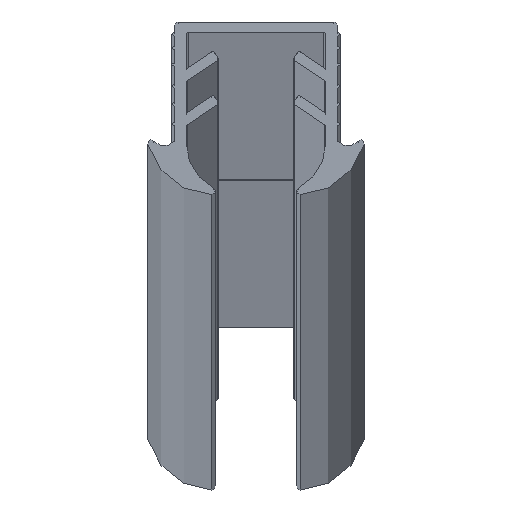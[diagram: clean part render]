
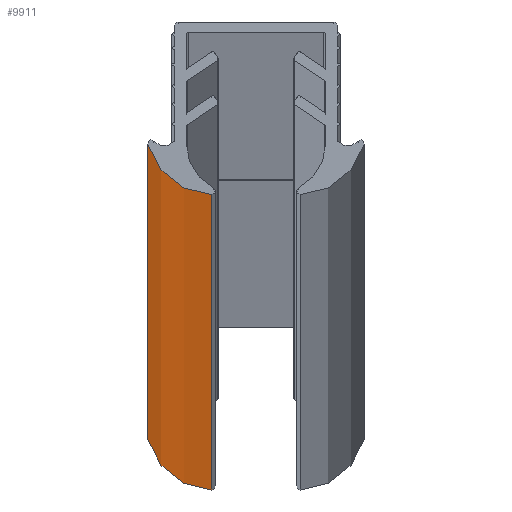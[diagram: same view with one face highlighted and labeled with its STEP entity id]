
A CAD part, top view. The second image highlights one B-rep face of the part: STEP entity #9911.
In plain terms, the highlighted cylindrical face has radius 10 mm (diameter 20 mm), a partial arc.
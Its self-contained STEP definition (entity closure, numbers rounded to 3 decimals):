
#541 = LINE ( 'NONE', #7378, #18743 ) ;
#756 = EDGE_CURVE ( 'NONE', #16172, #1514, #11889, .T. ) ;
#1514 = VERTEX_POINT ( 'NONE', #2554 ) ;
#1685 = CIRCLE ( 'NONE', #1797, 10. ) ;
#1702 = EDGE_CURVE ( 'NONE', #16172, #6023, #541, .T. ) ;
#1731 = CARTESIAN_POINT ( 'NONE',  ( -6.51, -25.5, 12500. ) ) ;
#1797 = AXIS2_PLACEMENT_3D ( 'NONE', #17638, #13071, #18923 ) ;
#2554 = CARTESIAN_POINT ( 'NONE',  ( -6.51, -25.5, 12500. ) ) ;
#3304 = CARTESIAN_POINT ( 'NONE',  ( -6.308, -15.502, 12500. ) ) ;
#3318 = EDGE_CURVE ( 'NONE', #6023, #8746, #1685, .T. ) ;
#3898 = EDGE_CURVE ( 'NONE', #1514, #8746, #11880, .T. ) ;
#4769 = DIRECTION ( 'NONE',  ( 0., 0., 1. ) ) ;
#5497 = DIRECTION ( 'NONE',  ( 0., 0., -1. ) ) ;
#5536 = CYLINDRICAL_SURFACE ( 'NONE', #13800, 10. ) ;
#5976 = AXIS2_PLACEMENT_3D ( 'NONE', #3304, #4769, #9410 ) ;
#6023 = VERTEX_POINT ( 'NONE', #12234 ) ;
#7312 = DIRECTION ( 'NONE',  ( 0., 0., -1. ) ) ;
#7378 = CARTESIAN_POINT ( 'NONE',  ( -15.984, -18.026, 12500. ) ) ;
#8259 = DIRECTION ( 'NONE',  ( -1., 0., 0. ) ) ;
#8746 = VERTEX_POINT ( 'NONE', #18931 ) ;
#8928 = ORIENTED_EDGE ( 'NONE', *, *, #1702, .T. ) ;
#9410 = DIRECTION ( 'NONE',  ( 1., 0., 0. ) ) ;
#9440 = FACE_OUTER_BOUND ( 'NONE', #12095, .T. ) ;
#9911 = ADVANCED_FACE ( 'NONE', ( #9440 ), #5536, .T. ) ;
#10455 = ORIENTED_EDGE ( 'NONE', *, *, #3318, .T. ) ;
#10540 = DIRECTION ( 'NONE',  ( 0., 0., -1. ) ) ;
#11430 = CARTESIAN_POINT ( 'NONE',  ( -15.984, -18.026, 12500. ) ) ;
#11853 = ORIENTED_EDGE ( 'NONE', *, *, #3898, .F. ) ;
#11880 = LINE ( 'NONE', #1731, #18553 ) ;
#11889 = CIRCLE ( 'NONE', #5976, 10. ) ;
#12095 = EDGE_LOOP ( 'NONE', ( #10455, #11853, #15782, #8928 ) ) ;
#12234 = CARTESIAN_POINT ( 'NONE',  ( -15.984, -18.026, -12500. ) ) ;
#13071 = DIRECTION ( 'NONE',  ( 0., 0., 1. ) ) ;
#13800 = AXIS2_PLACEMENT_3D ( 'NONE', #17060, #5497, #8259 ) ;
#15782 = ORIENTED_EDGE ( 'NONE', *, *, #756, .F. ) ;
#16172 = VERTEX_POINT ( 'NONE', #11430 ) ;
#17060 = CARTESIAN_POINT ( 'NONE',  ( -6.308, -15.502, 12500. ) ) ;
#17638 = CARTESIAN_POINT ( 'NONE',  ( -6.308, -15.502, -12500. ) ) ;
#18553 = VECTOR ( 'NONE', #10540, 1000. ) ;
#18743 = VECTOR ( 'NONE', #7312, 1000. ) ;
#18923 = DIRECTION ( 'NONE',  ( 1., 0., 0. ) ) ;
#18931 = CARTESIAN_POINT ( 'NONE',  ( -6.51, -25.5, -12500. ) ) ;
